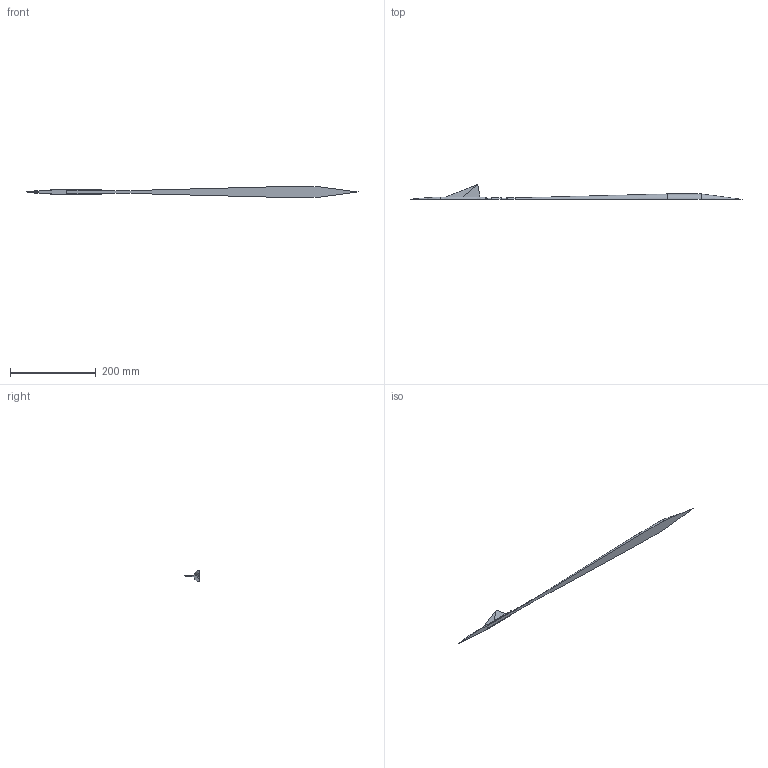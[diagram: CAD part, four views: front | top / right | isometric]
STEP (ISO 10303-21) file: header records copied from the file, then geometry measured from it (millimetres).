
FILE_DESCRIPTION(/* description */ (''),/* implementation_level */ '2;1');
FILE_NAME(/* name */ 'delta-sting-half-split.stp',/* time_stamp */ '2013-06-20T09:01:07-04:00',/* author */ (''),/* organization */ (''),/* preprocessor_version */ 'ST-DEVELOPER v15',/* originating_system */ 'SIEMENS PLM Software NX 8.5',/* authorisation */ '');
FILE_SCHEMA (('AP203_CONFIGURATION_CONTROLLED_3D_DESIGN_OF_MECHANICAL_PARTS_AND_ASSEMBLIES_MIM_LF { 1 0 10303 403 2 1 2}'));
Length unit declared in the file: millimetre
Products named in the file (1): sbry800C8A42ozt4
Bounding box: 772.86 x 34.5 x 25.4 mm (x, y, z)
Volume: 77561.9 mm3; surface area: 30629 mm2
Topology: 1 solids, 1 shells, 36 faces, 89 edges, 51 vertices
Faces by surface type: bspline 36
Entity records: 1229 total; most frequent: CARTESIAN_POINT 692, ORIENTED_EDGE 170, EDGE_CURVE 85, VERTEX_POINT 51, ADVANCED_FACE 36, FACE_OUTER_BOUND 36, EDGE_LOOP 36, B_SPLINE_CURVE_WITH_KNOTS 16
